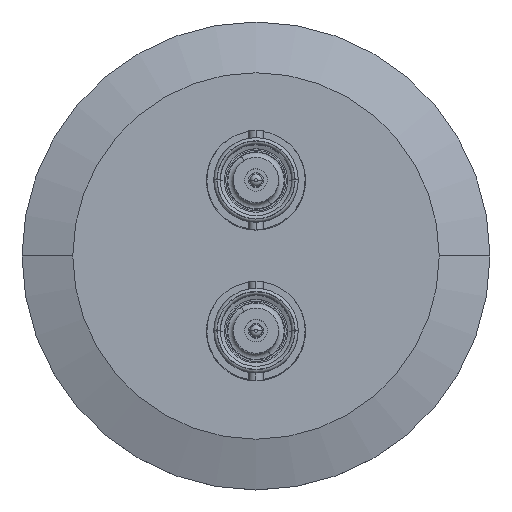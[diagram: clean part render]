
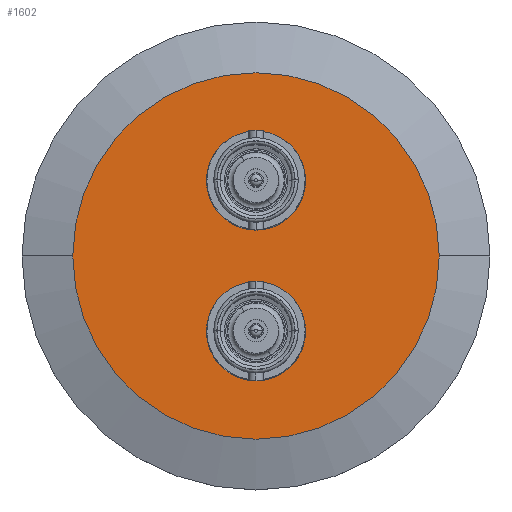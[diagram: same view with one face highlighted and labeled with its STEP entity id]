
A CAD part, top view. The second image highlights one B-rep face of the part: STEP entity #1602.
In plain terms, the highlighted planar face has unit normal (0, 0, 1).
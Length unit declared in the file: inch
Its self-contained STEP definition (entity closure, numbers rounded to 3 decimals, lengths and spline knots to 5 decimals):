
#29 = AXIS2_PLACEMENT_3D ( 'NONE', #4303, #4292, #4293 ) ;
#321 = CARTESIAN_POINT ( 'NONE',  ( -1.155, 0., 0.2 ) ) ;
#467 = CARTESIAN_POINT ( 'NONE',  ( 1.155, 0., 0.2 ) ) ;
#468 = CARTESIAN_POINT ( 'NONE',  ( 0.3125, 0.475, 0.2 ) ) ;
#774 = ORIENTED_EDGE ( 'NONE', *, *, #2890, .F. ) ;
#797 = ORIENTED_EDGE ( 'NONE', *, *, #3968, .F. ) ;
#859 = EDGE_LOOP ( 'NONE', ( #922, #774 ) ) ;
#888 = EDGE_LOOP ( 'NONE', ( #3050, #963 ) ) ;
#922 = ORIENTED_EDGE ( 'NONE', *, *, #3962, .F. ) ;
#963 = ORIENTED_EDGE ( 'NONE', *, *, #3957, .F. ) ;
#992 = DIRECTION ( 'NONE',  ( 1., 0., 0. ) ) ;
#1006 = CARTESIAN_POINT ( 'NONE',  ( 0.3125, -0.475, 0.2 ) ) ;
#1017 = CARTESIAN_POINT ( 'NONE',  ( 0., 0., 0.2 ) ) ;
#1030 = CARTESIAN_POINT ( 'NONE',  ( -0.3125, 0.475, 0.2 ) ) ;
#1039 = CARTESIAN_POINT ( 'NONE',  ( 0., 0.475, 0.2 ) ) ;
#1067 = DIRECTION ( 'NONE',  ( -1., 0., 0. ) ) ;
#1096 = DIRECTION ( 'NONE',  ( 0., 0., -1. ) ) ;
#1101 = CARTESIAN_POINT ( 'NONE',  ( -0.3125, -0.475, 0.2 ) ) ;
#1117 = DIRECTION ( 'NONE',  ( 0., 0., 1. ) ) ;
#1338 = CIRCLE ( 'NONE', #2526, 0.3125 ) ;
#1602 = ADVANCED_FACE ( 'NONE', ( #1762, #1751, #1763 ), #4133, .T. ) ;
#1631 = EDGE_LOOP ( 'NONE', ( #3056, #797 ) ) ;
#1751 = FACE_BOUND ( 'NONE', #888, .T. ) ;
#1762 = FACE_OUTER_BOUND ( 'NONE', #1631, .T. ) ;
#1763 = FACE_BOUND ( 'NONE', #859, .T. ) ;
#2024 = VERTEX_POINT ( 'NONE', #321 ) ;
#2526 = AXIS2_PLACEMENT_3D ( 'NONE', #3113, #3098, #3078 ) ;
#2528 = AXIS2_PLACEMENT_3D ( 'NONE', #3117, #3140, #3139 ) ;
#2530 = AXIS2_PLACEMENT_3D ( 'NONE', #3147, #3076, #3094 ) ;
#2536 = AXIS2_PLACEMENT_3D ( 'NONE', #3124, #3123, #3122 ) ;
#2670 = CIRCLE ( 'NONE', #4912, 1.155 ) ;
#2696 = CIRCLE ( 'NONE', #4920, 0.3125 ) ;
#2779 = VERTEX_POINT ( 'NONE', #467 ) ;
#2781 = VERTEX_POINT ( 'NONE', #468 ) ;
#2873 = EDGE_CURVE ( 'NONE', #2024, #2779, #2670, .T. ) ;
#2890 = EDGE_CURVE ( 'NONE', #2941, #2781, #2696, .T. ) ;
#2939 = VERTEX_POINT ( 'NONE', #1101 ) ;
#2941 = VERTEX_POINT ( 'NONE', #1030 ) ;
#2943 = VERTEX_POINT ( 'NONE', #1006 ) ;
#3050 = ORIENTED_EDGE ( 'NONE', *, *, #3960, .F. ) ;
#3056 = ORIENTED_EDGE ( 'NONE', *, *, #2873, .F. ) ;
#3076 = DIRECTION ( 'NONE',  ( 0., 0., 1. ) ) ;
#3078 = DIRECTION ( 'NONE',  ( 1., 0., 0. ) ) ;
#3094 = DIRECTION ( 'NONE',  ( 1., 0., 0. ) ) ;
#3098 = DIRECTION ( 'NONE',  ( 0., 0., 1. ) ) ;
#3113 = CARTESIAN_POINT ( 'NONE',  ( 0., -0.475, 0.2 ) ) ;
#3117 = CARTESIAN_POINT ( 'NONE',  ( 0., -0.475, 0.2 ) ) ;
#3122 = DIRECTION ( 'NONE',  ( -1., 0., 0. ) ) ;
#3123 = DIRECTION ( 'NONE',  ( 0., 0., -1. ) ) ;
#3124 = CARTESIAN_POINT ( 'NONE',  ( 0., 0., 0.2 ) ) ;
#3139 = DIRECTION ( 'NONE',  ( 1., 0., 0. ) ) ;
#3140 = DIRECTION ( 'NONE',  ( 0., 0., 1. ) ) ;
#3147 = CARTESIAN_POINT ( 'NONE',  ( 0., 0.475, 0.2 ) ) ;
#3957 = EDGE_CURVE ( 'NONE', #2939, #2943, #1338, .T. ) ;
#3960 = EDGE_CURVE ( 'NONE', #2943, #2939, #5024, .T. ) ;
#3962 = EDGE_CURVE ( 'NONE', #2781, #2941, #5027, .T. ) ;
#3968 = EDGE_CURVE ( 'NONE', #2779, #2024, #5034, .T. ) ;
#4133 = PLANE ( 'NONE',  #29 ) ;
#4292 = DIRECTION ( 'NONE',  ( 0., 0., 1. ) ) ;
#4293 = DIRECTION ( 'NONE',  ( 1., 0., 0. ) ) ;
#4303 = CARTESIAN_POINT ( 'NONE',  ( 0., 0., 0.2 ) ) ;
#4912 = AXIS2_PLACEMENT_3D ( 'NONE', #1017, #1096, #1067 ) ;
#4920 = AXIS2_PLACEMENT_3D ( 'NONE', #1039, #1117, #992 ) ;
#5024 = CIRCLE ( 'NONE', #2528, 0.3125 ) ;
#5027 = CIRCLE ( 'NONE', #2530, 0.3125 ) ;
#5034 = CIRCLE ( 'NONE', #2536, 1.155 ) ;
